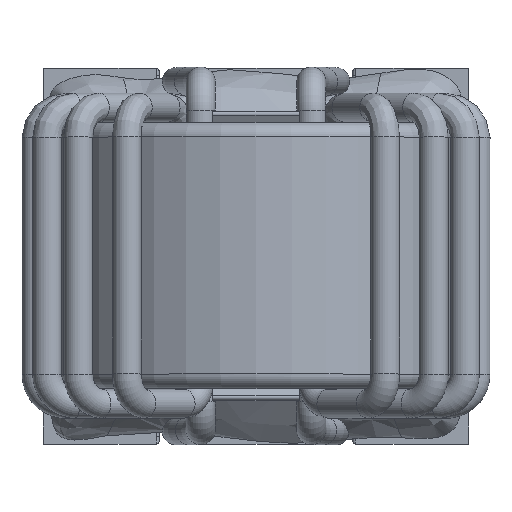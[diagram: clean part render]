
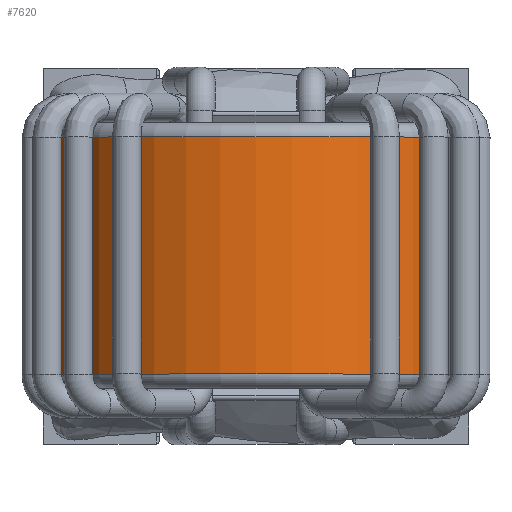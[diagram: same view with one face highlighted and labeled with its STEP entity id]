
A CAD part, top view. The second image highlights one B-rep face of the part: STEP entity #7620.
In plain terms, the highlighted cylindrical face has radius 7.075 mm (diameter 14.15 mm), a full revolution.
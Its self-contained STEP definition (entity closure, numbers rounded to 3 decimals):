
#295=CYLINDRICAL_SURFACE('',#8177,7.075);
#1704=ORIENTED_EDGE('',*,*,#2726,.T.);
#1705=ORIENTED_EDGE('',*,*,#2727,.T.);
#2726=EDGE_CURVE('',#3294,#3294,#3705,.F.);
#2727=EDGE_CURVE('',#3295,#3295,#3706,.T.);
#3294=VERTEX_POINT('',#11960);
#3295=VERTEX_POINT('',#11962);
#3705=CIRCLE('',#8178,7.075);
#3706=CIRCLE('',#8179,7.075);
#4096=EDGE_LOOP('',(#1704));
#4097=EDGE_LOOP('',(#1705));
#4609=FACE_BOUND('',#4096,.T.);
#4610=FACE_BOUND('',#4097,.T.);
#7620=ADVANCED_FACE('',(#4609,#4610),#295,.T.);
#8177=AXIS2_PLACEMENT_3D('',#11958,#9351,#9352);
#8178=AXIS2_PLACEMENT_3D('',#11959,#9353,#9354);
#8179=AXIS2_PLACEMENT_3D('',#11961,#9355,#9356);
#9351=DIRECTION('',(0.,1.,0.));
#9352=DIRECTION('',(0.,0.,1.));
#9353=DIRECTION('',(0.,1.,0.));
#9354=DIRECTION('',(0.,0.,1.));
#9355=DIRECTION('',(0.,1.,0.));
#9356=DIRECTION('',(0.,0.,1.));
#11958=CARTESIAN_POINT('',(0.,-4.6,7.575));
#11959=CARTESIAN_POINT('',(0.,4.1,7.575));
#11960=CARTESIAN_POINT('',(0.,4.1,14.65));
#11961=CARTESIAN_POINT('',(0.,-4.1,7.575));
#11962=CARTESIAN_POINT('',(0.,-4.1,14.65));
